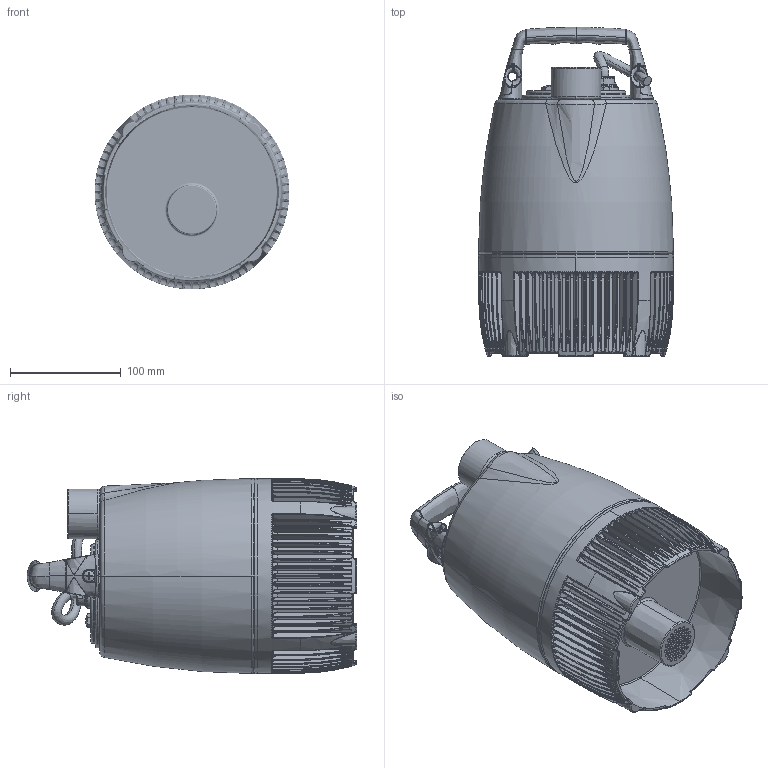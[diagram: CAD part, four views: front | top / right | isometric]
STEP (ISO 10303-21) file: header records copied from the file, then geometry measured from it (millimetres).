
FILE_DESCRIPTION (( 'STEP AP214' ), '1' );
FILE_NAME ('10009015swa00.step', '2021-01-29T09:14:39', ( '' ), ( '' ), 'SwSTEP 2.0', 'SolidWorks 2019', '' );
FILE_SCHEMA (( 'AUTOMOTIVE_DESIGN' ));
Length unit declared in the file: millimetre
Products named in the file (14): 4_92_081; 10009015swa00; 2_92_018_REV01; 2_92_010_rev11_Semplificato; 3_92_101_REV01; 4_92_082_REV03; 2_92_012_REV00_Semplificato; 10009012swp00_semplificato; 2_92_008_REV03_Semplificato; 10008019swn00_TCB+ M5x10 UNI 7687 A2-70; 4_92_083_REV05; 3.92.099swp02_1 FORO; Copia di Cavo alimentazione GXR 11 13^10009015swa00; 4_92_085_REV04
Assembly tree (19 placements, depth 3):
  10009015swa00
    2_92_012_REV00_Semplificato
      2_92_008_REV03_Semplificato
      4_92_081
      4_92_082_REV03  x2
      2_92_010_rev11_Semplificato
    10009012swp00_semplificato
    3.92.099swp02_1 FORO
    4_92_083_REV05
    4_92_085_REV04  x4
    2_92_018_REV01
    3_92_101_REV01  x2
    10008019swn00_TCB+ M5x10 UNI 7687 A2-70  x2
    Copia di Cavo alimentazione GXR 11 13^10009015swa00
Bounding box: 176 x 297.24 x 176 mm (x, y, z)
Volume: 4297519 mm3; surface area: 420889.4 mm2
Topology: 18 solids, 19 shells, 3570 faces, 8461 edges, 5003 vertices
Faces by surface type: bspline 1629, cylinder 946, plane 707, torus 137, cone 119, sphere 32
Entity records: 367592 total; most frequent: CARTESIAN_POINT 308427, ORIENTED_EDGE 13708, DIRECTION 8381, EDGE_CURVE 6854, VERTEX_POINT 4033, AXIS2_PLACEMENT_3D 3399, B_SPLINE_CURVE_WITH_KNOTS 3214, EDGE_LOOP 3029
